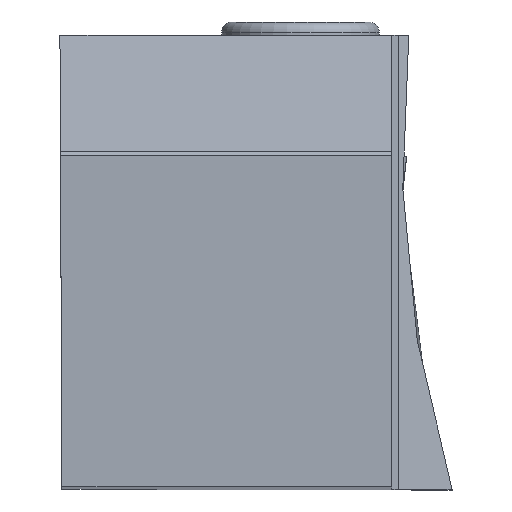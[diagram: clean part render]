
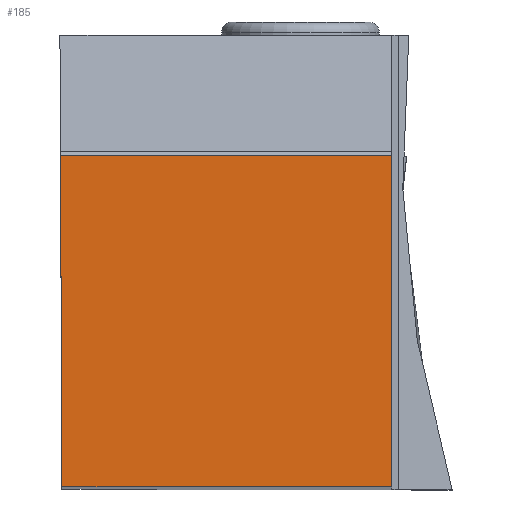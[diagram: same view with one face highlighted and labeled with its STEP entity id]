
A CAD part, top view. The second image highlights one B-rep face of the part: STEP entity #185.
In plain terms, the highlighted planar face has unit normal (0, 0, 1).
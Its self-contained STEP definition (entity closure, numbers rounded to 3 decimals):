
#185=ADVANCED_FACE('BLANK_BOXF006',(#286),#231,.F.);
#231=PLANE('',#1311);
#286=FACE_OUTER_BOUND('',#343,.T.);
#343=EDGE_LOOP('',(#611,#612,#613,#614));
#611=ORIENTED_EDGE('',*,*,#935,.T.);
#612=ORIENTED_EDGE('',*,*,#936,.T.);
#613=ORIENTED_EDGE('',*,*,#931,.T.);
#614=ORIENTED_EDGE('',*,*,#916,.T.);
#779=VERTEX_POINT('',#2076);
#780=VERTEX_POINT('',#2078);
#790=VERTEX_POINT('',#2106);
#793=VERTEX_POINT('',#2114);
#916=EDGE_CURVE('',#780,#779,#1030,.T.);
#931=EDGE_CURVE('',#790,#780,#1044,.T.);
#935=EDGE_CURVE('',#779,#793,#1048,.T.);
#936=EDGE_CURVE('',#793,#790,#1049,.T.);
#1030=LINE('',#2077,#1145);
#1044=LINE('',#2105,#1159);
#1048=LINE('',#2113,#1163);
#1049=LINE('',#2115,#1164);
#1145=VECTOR('',#1549,1.);
#1159=VECTOR('',#1571,1.);
#1163=VECTOR('',#1577,1.);
#1164=VECTOR('',#1578,1.);
#1311=AXIS2_PLACEMENT_3D('',#2116,#1579,#1580);
#1549=DIRECTION('',(1.,0.,0.));
#1571=DIRECTION('',(0.004,-1.,0.));
#1577=DIRECTION('',(0.,1.,0.));
#1578=DIRECTION('',(-1.,0.,0.));
#1579=DIRECTION('',(0.,0.,-1.));
#1580=DIRECTION('',(0.,-1.,0.));
#2076=CARTESIAN_POINT('',(24.875,0.,0.));
#2077=CARTESIAN_POINT('',(-150.35,0.,0.));
#2078=CARTESIAN_POINT('',(0.109,0.,0.));
#2105=CARTESIAN_POINT('',(-0.547,150.349,0.));
#2106=CARTESIAN_POINT('',(0.,24.875,0.));
#2113=CARTESIAN_POINT('',(24.875,-150.35,0.));
#2114=CARTESIAN_POINT('',(24.875,24.875,0.));
#2115=CARTESIAN_POINT('',(150.35,24.875,0.));
#2116=CARTESIAN_POINT('',(29.41,-5.,0.));
